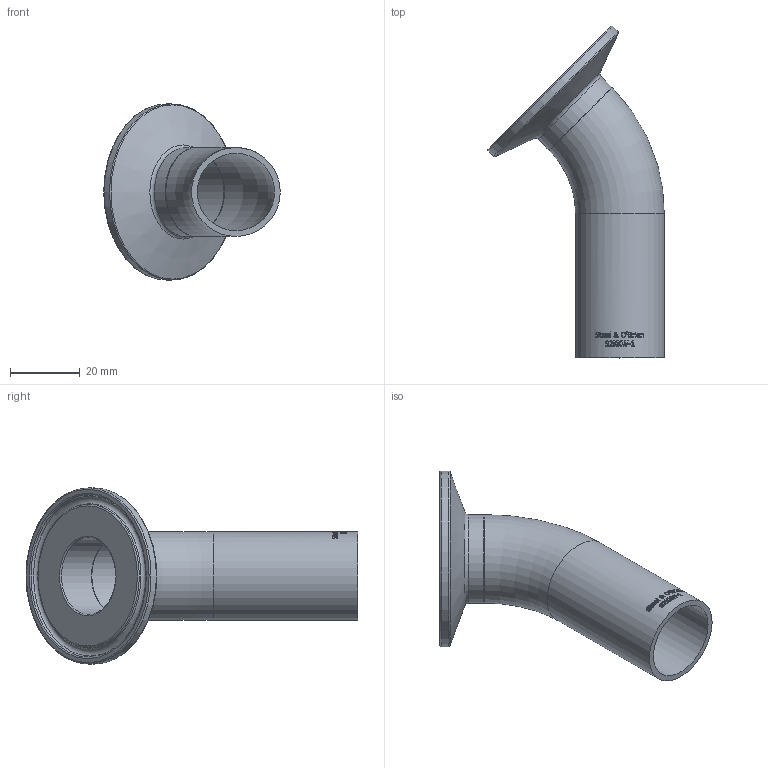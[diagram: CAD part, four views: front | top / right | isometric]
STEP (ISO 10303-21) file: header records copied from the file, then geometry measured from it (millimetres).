
FILE_DESCRIPTION(/* description */ (''),/* implementation_level */ '2;1');
FILE_NAME(/* name */ 'S2KKW-1.stp',/* time_stamp */ '2018-11-16T09:59:21-05:00',/* author */ ('rick'),/* organization */ (''),/* preprocessor_version */ 'ST-DEVELOPER v15.2',/* originating_system */ 'Autodesk Inventor 2014',/* authorisation */ '');
FILE_SCHEMA (('AUTOMOTIVE_DESIGN { 1 0 10303 214 3 1 1 }'));
Length unit declared in the file: inch
Products named in the file (1): S2KKW-1
Bounding box: 50.5 x 94.95 x 50.39 mm (x, y, z)
Volume: 17116.5 mm3; surface area: 16120 mm2
Topology: 2 solids, 2 shells, 342 faces, 917 edges, 608 vertices
Faces by surface type: bspline 147, plane 146, cylinder 35, torus 11, cone 3
Full cylindrical faces by diameter (mm): 22.098 x2, 25.4 x2, 50.394 x1
Entity records: 13234 total; most frequent: CARTESIAN_POINT 5538, ORIENTED_EDGE 1778, DIRECTION 1186, EDGE_CURVE 889, VERTEX_POINT 601, AXIS2_PLACEMENT_3D 396, EDGE_LOOP 394, LINE 394
